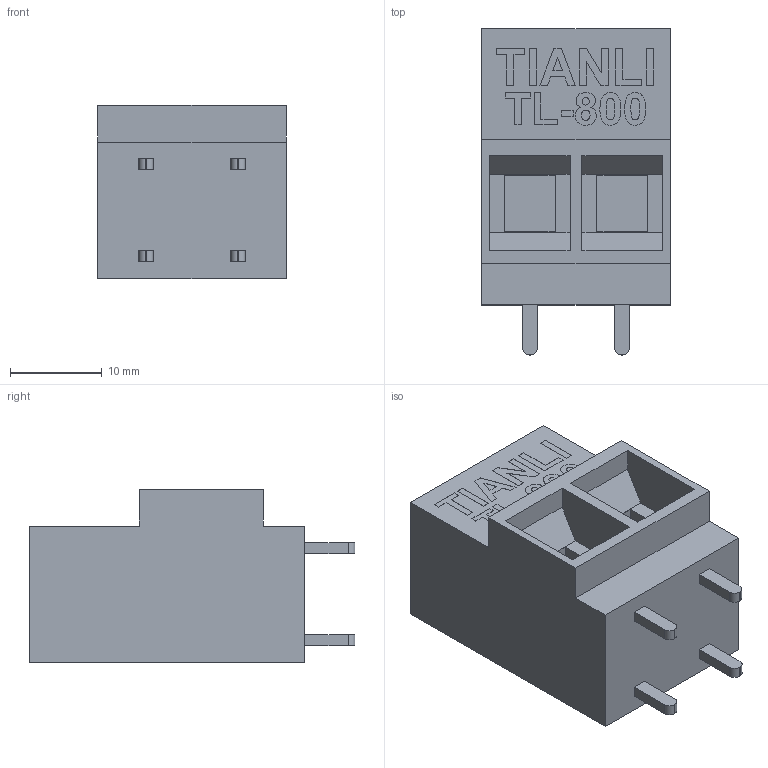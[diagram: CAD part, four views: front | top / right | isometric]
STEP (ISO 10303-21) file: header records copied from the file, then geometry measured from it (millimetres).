
FILE_DESCRIPTION (( 'STEP AP214' ), '1' );
FILE_NAME ('TIANLI TL-800.STEP', '2023-10-26T12:02:12', ( '' ), ( '' ), 'SwSTEP 2.0', 'SolidWorks 2021', '' );
FILE_SCHEMA (( 'AUTOMOTIVE_DESIGN' ));
Length unit declared in the file: millimetre
Products named in the file (1): TIANLI TL-800
Bounding box: 20.5 x 35.45 x 18.85 mm (x, y, z)
Volume: 8597.4 mm3; surface area: 4008.3 mm2
Topology: 1 solids, 1 shells, 215 faces, 552 edges, 368 vertices
Faces by surface type: plane 160, bspline 43, cylinder 12
Entity records: 10727 total; most frequent: CARTESIAN_POINT 3619, ORIENTED_EDGE 1104, DIRECTION 836, EDGE_CURVE 552, VECTOR 442, LINE 442, VERTEX_POINT 368, EDGE_LOOP 244
